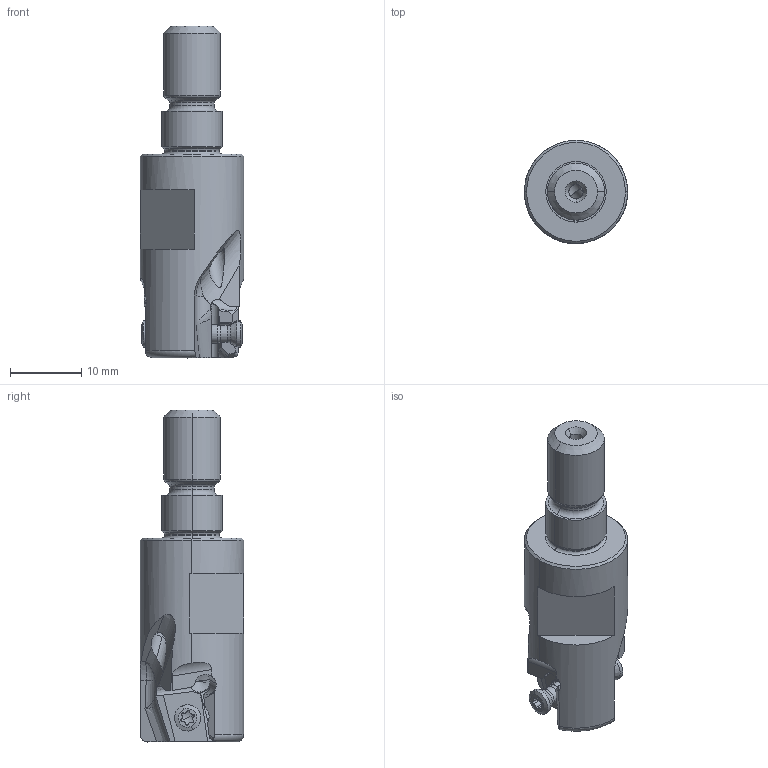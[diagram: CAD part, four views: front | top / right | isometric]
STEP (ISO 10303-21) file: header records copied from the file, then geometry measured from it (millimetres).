
FILE_DESCRIPTION(/* description */ (''),/* implementation_level */ '2;1');
FILE_NAME(/* name */ 'VPX200UR1002AM0830.stp',/* time_stamp */ '2021-09-08T11:38:56+09:00',/* author */ (''),/* organization */ (''),/* preprocessor_version */ 'ST-DEVELOPER v16',/* originating_system */ 'SIEMENS PLM Software NX 10.0',/* authorisation */ '');
FILE_SCHEMA (('AUTOMOTIVE_DESIGN { 1 0 10303 214 3 1 1 1 }'));
Length unit declared in the file: millimetre
Products named in the file (1): VPX200UR1002AM0830_ASM
Bounding box: 14.5 x 14.5 x 46.65 mm (x, y, z)
Volume: 4349 mm3; surface area: 2753.2 mm2
Topology: 3 solids, 3 shells, 243 faces, 693 edges, 459 vertices
Faces by surface type: cylinder 100, plane 63, cone 38, torus 24, extrusion 8, bspline 6, sphere 4
Entity records: 10627 total; most frequent: CARTESIAN_POINT 4235, ORIENTED_EDGE 1370, DIRECTION 1302, EDGE_CURVE 685, AXIS2_PLACEMENT_3D 540, VERTEX_POINT 454, EDGE_LOOP 255, CIRCLE 244
